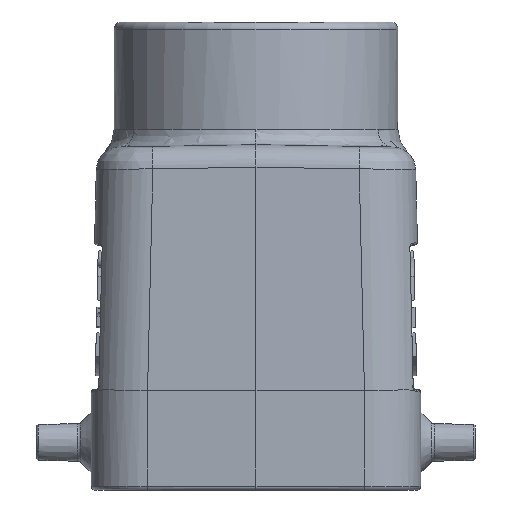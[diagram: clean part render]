
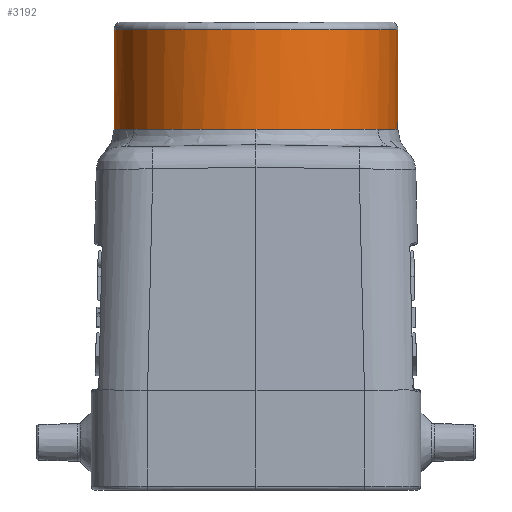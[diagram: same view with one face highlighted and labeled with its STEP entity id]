
A CAD part, left-side view. The second image highlights one B-rep face of the part: STEP entity #3192.
In plain terms, the highlighted cylindrical face has radius 18.5 mm (diameter 37 mm), a full revolution.
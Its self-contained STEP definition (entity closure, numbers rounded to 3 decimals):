
#2787=FACE_BOUND('',#4290,.T.);
#2788=FACE_BOUND('',#4291,.T.);
#2954=CYLINDRICAL_SURFACE('',#12080,18.5);
#3045=CIRCLE('',#12079,18.5);
#3192=ADVANCED_FACE('',(#2787,#2788),#2954,.T.);
#4290=EDGE_LOOP('',(#5206));
#4291=EDGE_LOOP('',(#5207,#5208,#5209,#5210,#5211,#5212));
#5206=ORIENTED_EDGE('',*,*,#7951,.T.);
#5207=ORIENTED_EDGE('',*,*,#7946,.T.);
#5208=ORIENTED_EDGE('',*,*,#7943,.T.);
#5209=ORIENTED_EDGE('',*,*,#7940,.T.);
#5210=ORIENTED_EDGE('',*,*,#7937,.T.);
#5211=ORIENTED_EDGE('',*,*,#7934,.T.);
#5212=ORIENTED_EDGE('',*,*,#7949,.T.);
#7228=VERTEX_POINT('',#16618);
#7230=VERTEX_POINT('',#16626);
#7232=VERTEX_POINT('',#16707);
#7234=VERTEX_POINT('',#16746);
#7236=VERTEX_POINT('',#16785);
#7238=VERTEX_POINT('',#16866);
#7240=VERTEX_POINT('',#16932);
#7934=EDGE_CURVE('',#7230,#7228,#8909,.T.);
#7937=EDGE_CURVE('',#7232,#7230,#8911,.T.);
#7940=EDGE_CURVE('',#7234,#7232,#8913,.T.);
#7943=EDGE_CURVE('',#7236,#7234,#8915,.T.);
#7946=EDGE_CURVE('',#7238,#7236,#8917,.T.);
#7949=EDGE_CURVE('',#7228,#7238,#8919,.T.);
#7951=EDGE_CURVE('',#7240,#7240,#3045,.T.);
#8909=B_SPLINE_CURVE_WITH_KNOTS('',3,(#16620,#16621,#16622,#16623,#16624,
#16625),.UNSPECIFIED.,.F.,.F.,(4,2,4),(0.,0.5,1.),.UNSPECIFIED.);
#8911=B_SPLINE_CURVE_WITH_KNOTS('',3,(#16701,#16702,#16703,#16704,#16705,
#16706),.UNSPECIFIED.,.F.,.F.,(4,2,4),(0.,0.5,1.),.UNSPECIFIED.);
#8913=B_SPLINE_CURVE_WITH_KNOTS('',3,(#16740,#16741,#16742,#16743,#16744,
#16745),.UNSPECIFIED.,.F.,.F.,(4,2,4),(0.,0.5,1.),.UNSPECIFIED.);
#8915=B_SPLINE_CURVE_WITH_KNOTS('',3,(#16779,#16780,#16781,#16782,#16783,
#16784),.UNSPECIFIED.,.F.,.F.,(4,2,4),(0.,0.5,1.),.UNSPECIFIED.);
#8917=B_SPLINE_CURVE_WITH_KNOTS('',3,(#16860,#16861,#16862,#16863,#16864,
#16865),.UNSPECIFIED.,.F.,.F.,(4,2,4),(0.,0.5,1.),.UNSPECIFIED.);
#8919=B_SPLINE_CURVE_WITH_KNOTS('',3,(#16897,#16898,#16899,#16900,#16901,
#16902),.UNSPECIFIED.,.F.,.F.,(4,2,4),(0.,0.5,1.),.UNSPECIFIED.);
#12079=AXIS2_PLACEMENT_3D('',#16931,#13034,#13035);
#12080=AXIS2_PLACEMENT_3D('',#16933,#13036,#13037);
#13034=DIRECTION('',(0.,0.,-1.));
#13035=DIRECTION('',(-1.,0.,0.));
#13036=DIRECTION('',(0.,0.,1.));
#13037=DIRECTION('',(1.,0.,0.));
#16618=CARTESIAN_POINT('',(9.436,-15.913,37.85));
#16620=CARTESIAN_POINT('',(-9.436,-15.913,37.85));
#16621=CARTESIAN_POINT('',(-6.597,-17.596,37.85));
#16622=CARTESIAN_POINT('',(-3.301,-18.5,37.85));
#16623=CARTESIAN_POINT('',(3.301,-18.5,37.85));
#16624=CARTESIAN_POINT('',(6.597,-17.596,37.85));
#16625=CARTESIAN_POINT('',(9.436,-15.913,37.85));
#16626=CARTESIAN_POINT('',(-9.436,-15.913,37.85));
#16701=CARTESIAN_POINT('',(-18.5,0.,37.85));
#16702=CARTESIAN_POINT('',(-18.5,-3.193,37.85));
#16703=CARTESIAN_POINT('',(-17.655,-6.382,37.85));
#16704=CARTESIAN_POINT('',(-14.495,-11.931,37.85));
#16705=CARTESIAN_POINT('',(-12.182,-14.284,37.85));
#16706=CARTESIAN_POINT('',(-9.436,-15.913,37.85));
#16707=CARTESIAN_POINT('',(-18.5,0.,37.85));
#16740=CARTESIAN_POINT('',(-9.436,15.912,37.85));
#16741=CARTESIAN_POINT('',(-12.183,14.284,37.85));
#16742=CARTESIAN_POINT('',(-14.495,11.931,37.85));
#16743=CARTESIAN_POINT('',(-17.655,6.382,37.85));
#16744=CARTESIAN_POINT('',(-18.5,3.193,37.85));
#16745=CARTESIAN_POINT('',(-18.5,0.,37.85));
#16746=CARTESIAN_POINT('',(-9.436,15.912,37.85));
#16779=CARTESIAN_POINT('',(9.436,15.913,37.85));
#16780=CARTESIAN_POINT('',(6.597,17.596,37.85));
#16781=CARTESIAN_POINT('',(3.301,18.5,37.85));
#16782=CARTESIAN_POINT('',(-3.301,18.5,37.85));
#16783=CARTESIAN_POINT('',(-6.597,17.596,37.85));
#16784=CARTESIAN_POINT('',(-9.436,15.912,37.85));
#16785=CARTESIAN_POINT('',(9.436,15.913,37.85));
#16860=CARTESIAN_POINT('',(18.5,0.,37.85));
#16861=CARTESIAN_POINT('',(18.5,3.193,37.85));
#16862=CARTESIAN_POINT('',(17.655,6.382,37.85));
#16863=CARTESIAN_POINT('',(14.495,11.931,37.85));
#16864=CARTESIAN_POINT('',(12.182,14.284,37.85));
#16865=CARTESIAN_POINT('',(9.436,15.913,37.85));
#16866=CARTESIAN_POINT('',(18.5,0.,37.85));
#16897=CARTESIAN_POINT('',(9.436,-15.913,37.85));
#16898=CARTESIAN_POINT('',(12.183,-14.284,37.85));
#16899=CARTESIAN_POINT('',(14.495,-11.931,37.85));
#16900=CARTESIAN_POINT('',(17.655,-6.382,37.85));
#16901=CARTESIAN_POINT('',(18.5,-3.193,37.85));
#16902=CARTESIAN_POINT('',(18.5,0.,37.85));
#16931=CARTESIAN_POINT('',(0.,0.,50.85));
#16932=CARTESIAN_POINT('',(-18.5,0.,50.85));
#16933=CARTESIAN_POINT('',(0.,0.,35.35));
